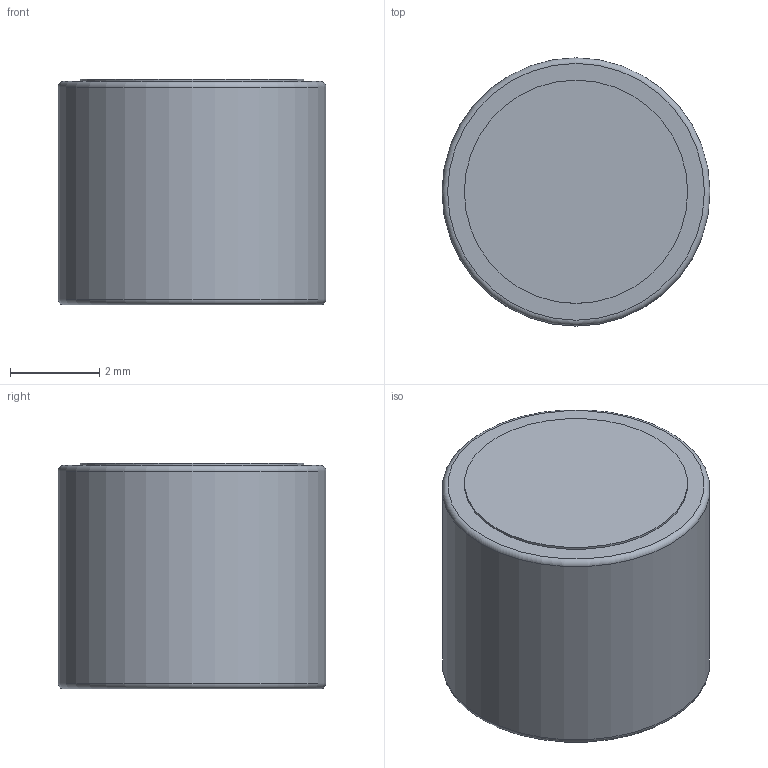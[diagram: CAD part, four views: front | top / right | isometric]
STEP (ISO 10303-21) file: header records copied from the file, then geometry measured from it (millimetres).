
FILE_DESCRIPTION(('FreeCAD Model'),'2;1');
FILE_NAME('Pad001.step','2020-06-05T11:21:29',( 'kicad StepUp'),('ksu MCAD'),'Open CASCADE STEP processor 7.4', 'FreeCAD','Unknown');
FILE_SCHEMA(('AUTOMOTIVE_DESIGN { 1 0 10303 214 1 1 1 1 }'));
Length unit declared in the file: millimetre
Products named in the file (1): Pad001
Bounding box: 6 x 6 x 5.05 mm (x, y, z)
Volume: 142.2 mm3; surface area: 149.5 mm2
Topology: 1 solids, 1 shells, 7 faces, 10 edges, 6 vertices
Faces by surface type: plane 3, cylinder 2, torus 2
Full cylindrical faces by diameter (mm): 5 x1, 6 x1
Entity records: 229 total; most frequent: DIRECTION 34, CARTESIAN_POINT 24, ORIENTED_EDGE 20, AXIS2_PLACEMENT_3D 16, EDGE_CURVE 10, FACE_BOUND 8, EDGE_LOOP 8, CIRCLE 8
